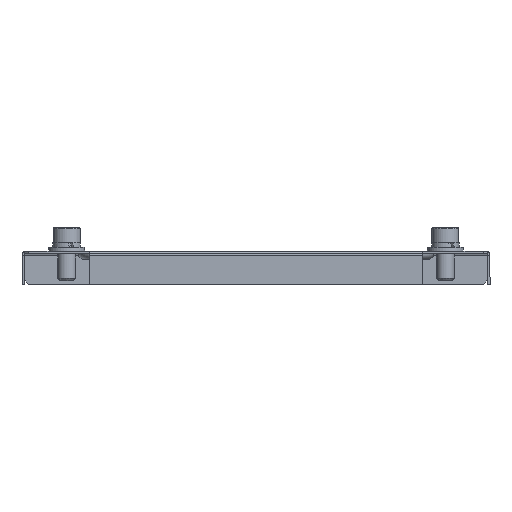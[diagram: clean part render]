
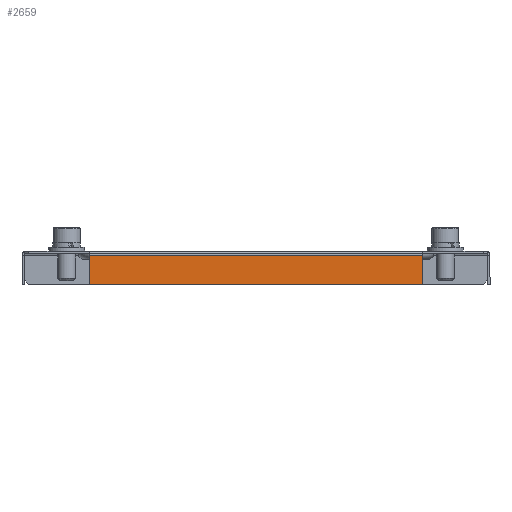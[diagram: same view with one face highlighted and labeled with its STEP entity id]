
A CAD part, front view. The second image highlights one B-rep face of the part: STEP entity #2659.
In plain terms, the highlighted planar face has unit normal (0, -1, 0).
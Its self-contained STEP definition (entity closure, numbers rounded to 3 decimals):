
#103 = LINE ( 'NONE', #3950, #4193 ) ;
#188 = CARTESIAN_POINT ( 'NONE',  ( 110., -406.35, -22. ) ) ;
#207 = VECTOR ( 'NONE', #293, 1000. ) ;
#242 = EDGE_LOOP ( 'NONE', ( #765, #3643, #1288, #467 ) ) ;
#293 = DIRECTION ( 'NONE',  ( 1., 0., 0. ) ) ;
#320 = CARTESIAN_POINT ( 'NONE',  ( 110., -406.35, -2.8 ) ) ;
#379 = EDGE_CURVE ( 'NONE', #1047, #3990, #3417, .T. ) ;
#467 = ORIENTED_EDGE ( 'NONE', *, *, #1175, .T. ) ;
#664 = PLANE ( 'NONE',  #3003 ) ;
#717 = CARTESIAN_POINT ( 'NONE',  ( 110., -406.35, -1.5 ) ) ;
#765 = ORIENTED_EDGE ( 'NONE', *, *, #379, .F. ) ;
#846 = VECTOR ( 'NONE', #1628, 1000. ) ;
#1047 = VERTEX_POINT ( 'NONE', #4145 ) ;
#1175 = EDGE_CURVE ( 'NONE', #3530, #3990, #3814, .T. ) ;
#1288 = ORIENTED_EDGE ( 'NONE', *, *, #4101, .T. ) ;
#1578 = LINE ( 'NONE', #3966, #846 ) ;
#1602 = EDGE_CURVE ( 'NONE', #1047, #4274, #1578, .T. ) ;
#1628 = DIRECTION ( 'NONE',  ( 0., 0., -1. ) ) ;
#1675 = DIRECTION ( 'NONE',  ( 0., 1., 0. ) ) ;
#2306 = CARTESIAN_POINT ( 'NONE',  ( -110., -406.35, -22. ) ) ;
#2659 = ADVANCED_FACE ( 'NONE', ( #3772 ), #664, .F. ) ;
#2736 = DIRECTION ( 'NONE',  ( 0., 0., 1. ) ) ;
#3003 = AXIS2_PLACEMENT_3D ( 'NONE', #3067, #1675, #2736 ) ;
#3067 = CARTESIAN_POINT ( 'NONE',  ( 0., -406.35, 0. ) ) ;
#3417 = LINE ( 'NONE', #3436, #207 ) ;
#3436 = CARTESIAN_POINT ( 'NONE',  ( 0., -406.35, -2.8 ) ) ;
#3530 = VERTEX_POINT ( 'NONE', #188 ) ;
#3531 = DIRECTION ( 'NONE',  ( 0., 0., 1. ) ) ;
#3643 = ORIENTED_EDGE ( 'NONE', *, *, #1602, .T. ) ;
#3772 = FACE_OUTER_BOUND ( 'NONE', #242, .T. ) ;
#3814 = LINE ( 'NONE', #717, #3949 ) ;
#3949 = VECTOR ( 'NONE', #3531, 1000. ) ;
#3950 = CARTESIAN_POINT ( 'NONE',  ( 110., -406.35, -22. ) ) ;
#3966 = CARTESIAN_POINT ( 'NONE',  ( -110., -406.35, -22. ) ) ;
#3990 = VERTEX_POINT ( 'NONE', #320 ) ;
#4101 = EDGE_CURVE ( 'NONE', #4274, #3530, #103, .T. ) ;
#4145 = CARTESIAN_POINT ( 'NONE',  ( -110., -406.35, -2.8 ) ) ;
#4193 = VECTOR ( 'NONE', #4242, 1000. ) ;
#4242 = DIRECTION ( 'NONE',  ( 1., 0., 0. ) ) ;
#4274 = VERTEX_POINT ( 'NONE', #2306 ) ;
